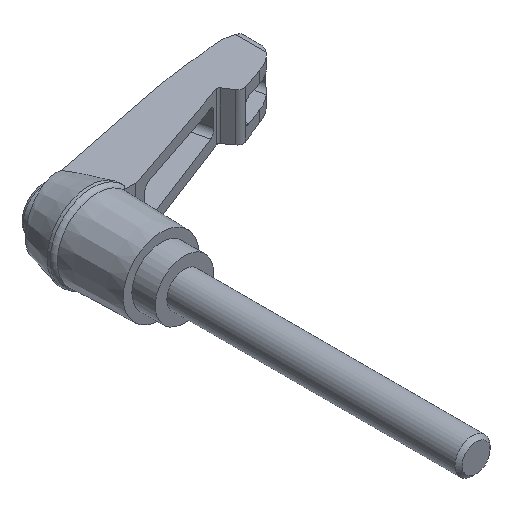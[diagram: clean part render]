
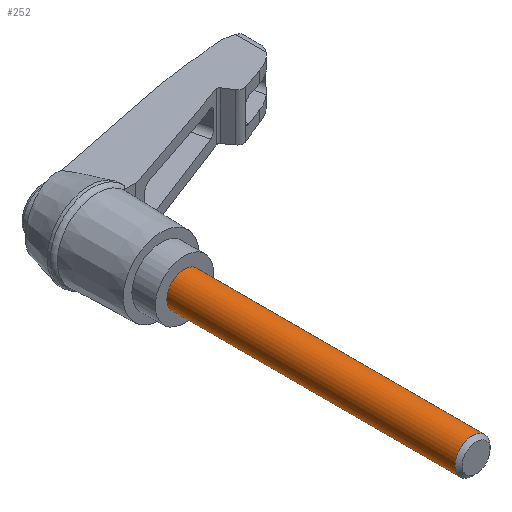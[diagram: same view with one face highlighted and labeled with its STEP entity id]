
A CAD part, isometric view. The second image highlights one B-rep face of the part: STEP entity #252.
In plain terms, the highlighted cylindrical face has radius 3 mm (diameter 6 mm), a full revolution.
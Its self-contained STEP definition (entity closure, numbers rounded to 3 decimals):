
#252 = ADVANCED_FACE( '', ( #517, #518 ), #519, .T. );
#517 = FACE_OUTER_BOUND( '', #788, .T. );
#518 = FACE_OUTER_BOUND( '', #789, .T. );
#519 = CYLINDRICAL_SURFACE( '', #790, 3. );
#788 = EDGE_LOOP( '', ( #1473 ) );
#789 = EDGE_LOOP( '', ( #1474 ) );
#790 = AXIS2_PLACEMENT_3D( '', #1475, #1476, #1477 );
#1473 = ORIENTED_EDGE( '', *, *, #1877, .F. );
#1474 = ORIENTED_EDGE( '', *, *, #1659, .T. );
#1475 = CARTESIAN_POINT( '', ( 0., -50., 0. ) );
#1476 = DIRECTION( '', ( 0., 1., 0. ) );
#1477 = DIRECTION( '', ( 0., 0., -1. ) );
#1659 = EDGE_CURVE( '', #2010, #2010, #2011, .F. );
#1877 = EDGE_CURVE( '', #2320, #2320, #2321, .T. );
#2010 = VERTEX_POINT( '', #2509 );
#2011 = CIRCLE( '', #2510, 3. );
#2320 = VERTEX_POINT( '', #3035 );
#2321 = CIRCLE( '', #3036, 3. );
#2509 = CARTESIAN_POINT( '', ( -3., 0., 0. ) );
#2510 = AXIS2_PLACEMENT_3D( '', #3139, #3140, #3141 );
#3035 = CARTESIAN_POINT( '', ( 0., -49.387, -3. ) );
#3036 = AXIS2_PLACEMENT_3D( '', #3392, #3393, #3394 );
#3139 = CARTESIAN_POINT( '', ( 0., 0., 0. ) );
#3140 = DIRECTION( '', ( 0., 1., 0. ) );
#3141 = DIRECTION( '', ( -1., 0., 0. ) );
#3392 = CARTESIAN_POINT( '', ( 0., -49.387, 0. ) );
#3393 = DIRECTION( '', ( 0., -1., 0. ) );
#3394 = DIRECTION( '', ( 0., 0., -1. ) );
